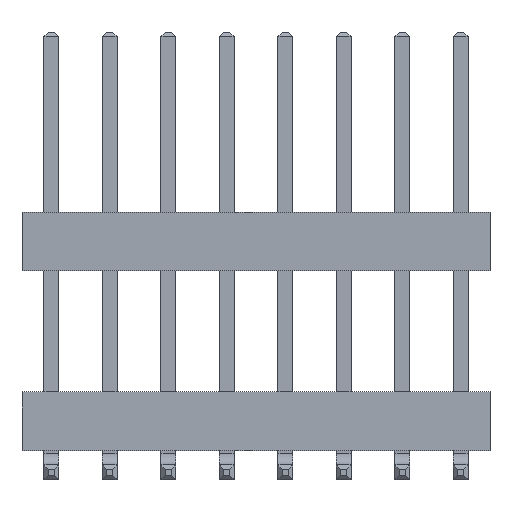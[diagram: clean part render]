
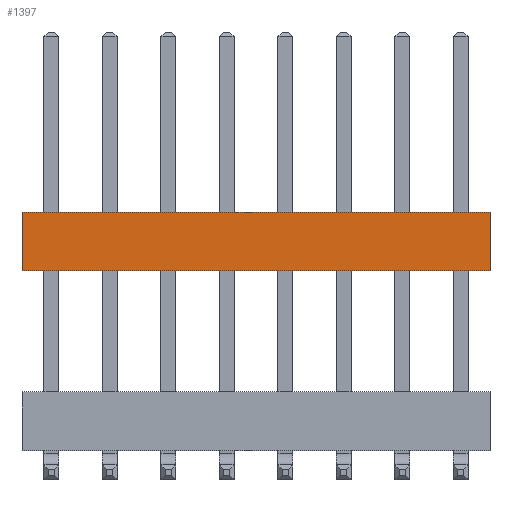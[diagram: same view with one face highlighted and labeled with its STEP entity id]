
A CAD part, top view. The second image highlights one B-rep face of the part: STEP entity #1397.
In plain terms, the highlighted planar face has unit normal (0, 0, 1).
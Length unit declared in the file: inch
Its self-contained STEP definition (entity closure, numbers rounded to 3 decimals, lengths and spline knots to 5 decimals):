
#1397 = ADVANCED_FACE( '', ( #2923 ), #2924, .T. );
#2923 = FACE_OUTER_BOUND( '', #4535, .T. );
#2924 = PLANE( '', #4536 );
#4535 = EDGE_LOOP( '', ( #8552, #8553, #8554, #8555 ) );
#4536 = AXIS2_PLACEMENT_3D( '', #8556, #8557, #8558 );
#8552 = ORIENTED_EDGE( '', *, *, #9888, .F. );
#8553 = ORIENTED_EDGE( '', *, *, #10922, .F. );
#8554 = ORIENTED_EDGE( '', *, *, #10478, .T. );
#8555 = ORIENTED_EDGE( '', *, *, #9744, .T. );
#8556 = CARTESIAN_POINT( '', ( -0.4, 0.307, 0.1 ) );
#8557 = DIRECTION( '', ( 0., 0., 1. ) );
#8558 = DIRECTION( '', ( 1., 0., 0. ) );
#9744 = EDGE_CURVE( '', #11787, #11785, #11788, .T. );
#9888 = EDGE_CURVE( '', #12022, #11785, #12024, .T. );
#10478 = EDGE_CURVE( '', #12920, #11787, #12923, .T. );
#10922 = EDGE_CURVE( '', #12920, #12022, #13494, .T. );
#11785 = VERTEX_POINT( '', #14641 );
#11787 = VERTEX_POINT( '', #14644 );
#11788 = LINE( '', #14645, #14646 );
#12022 = VERTEX_POINT( '', #14986 );
#12024 = LINE( '', #14989, #14990 );
#12920 = VERTEX_POINT( '', #16328 );
#12923 = LINE( '', #16333, #16334 );
#13494 = LINE( '', #17197, #17198 );
#14641 = CARTESIAN_POINT( '', ( 0.4, 0.407, 0.1 ) );
#14644 = CARTESIAN_POINT( '', ( 0.4, 0.307, 0.1 ) );
#14645 = CARTESIAN_POINT( '', ( 0.4, 0.307, 0.1 ) );
#14646 = VECTOR( '', #17879, 39.37008 );
#14986 = CARTESIAN_POINT( '', ( -0.4, 0.407, 0.1 ) );
#14989 = CARTESIAN_POINT( '', ( -0.4, 0.407, 0.1 ) );
#14990 = VECTOR( '', #18005, 39.37008 );
#16328 = CARTESIAN_POINT( '', ( -0.4, 0.307, 0.1 ) );
#16333 = CARTESIAN_POINT( '', ( -0.4, 0.307, 0.1 ) );
#16334 = VECTOR( '', #18522, 39.37008 );
#17197 = CARTESIAN_POINT( '', ( -0.4, 0.307, 0.1 ) );
#17198 = VECTOR( '', #18860, 39.37008 );
#17879 = DIRECTION( '', ( 0., 1., 0. ) );
#18005 = DIRECTION( '', ( 1., 0., 0. ) );
#18522 = DIRECTION( '', ( 1., 0., 0. ) );
#18860 = DIRECTION( '', ( 0., 1., 0. ) );
